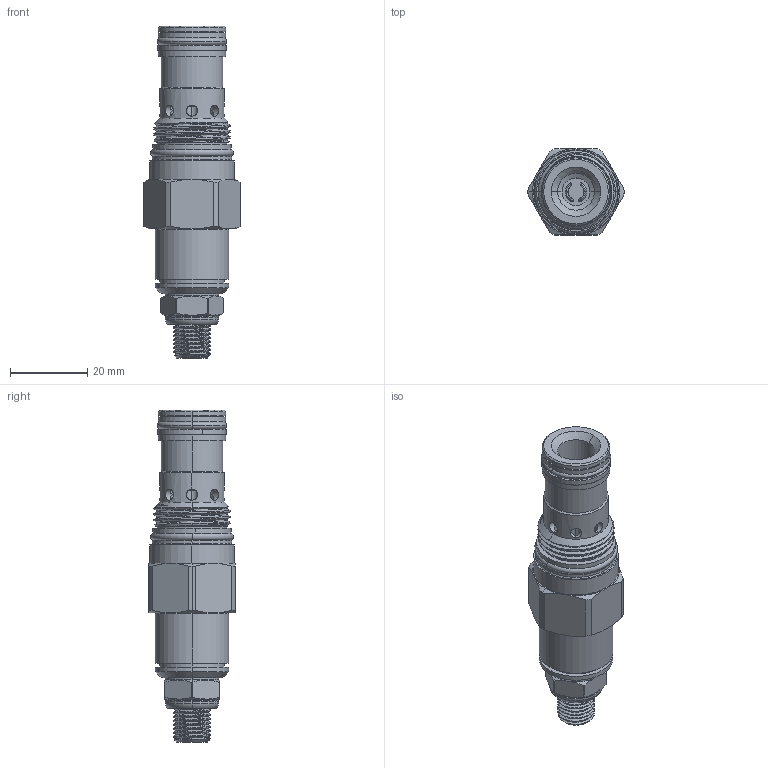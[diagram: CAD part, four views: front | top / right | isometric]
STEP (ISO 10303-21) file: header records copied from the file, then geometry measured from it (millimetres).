
FILE_DESCRIPTION (( 'STEP AP203' ), '1' );
FILE_NAME ('NV13A20-L.STEP', '2016-07-06T00:23:02', ( '' ), ( '' ), 'SwSTEP 2.0', 'SolidWorks 2012', '' );
FILE_SCHEMA (( 'CONFIG_CONTROL_DESIGN' ));
Length unit declared in the file: millimetre
Products named in the file (1): NV13A20-L
Bounding box: 24.8 x 22.22 x 85.71 mm (x, y, z)
Volume: 19617.1 mm3; surface area: 9238.2 mm2
Topology: 4 solids, 4 shells, 296 faces, 764 edges, 480 vertices
Faces by surface type: cylinder 140, plane 65, cone 59, torus 20, bspline 12
Entity records: 13569 total; most frequent: CARTESIAN_POINT 6832, ORIENTED_EDGE 1492, DIRECTION 1304, EDGE_CURVE 746, AXIS2_PLACEMENT_3D 540, VERTEX_POINT 480, EDGE_LOOP 324, ADVANCED_FACE 296
